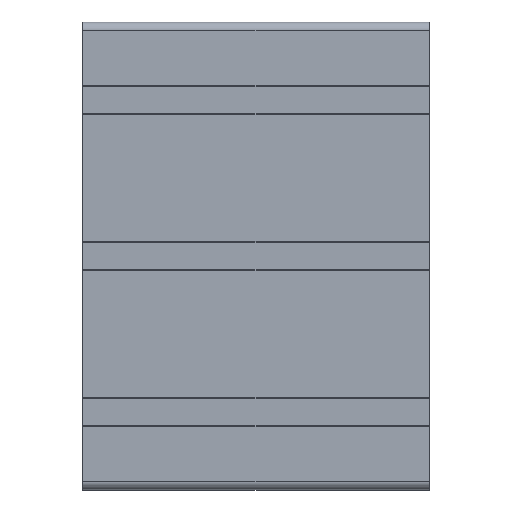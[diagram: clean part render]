
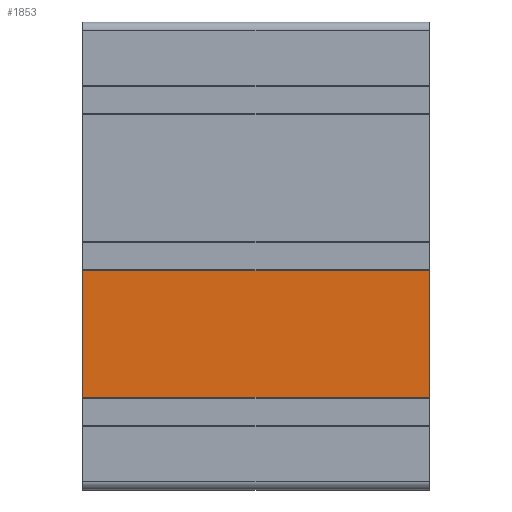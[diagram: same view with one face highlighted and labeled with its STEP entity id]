
A CAD part, top view. The second image highlights one B-rep face of the part: STEP entity #1853.
In plain terms, the highlighted planar face has unit normal (0, 0, 1).
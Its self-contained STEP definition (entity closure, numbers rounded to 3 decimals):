
#213 = ORIENTED_EDGE ( 'NONE', *, *, #499, .F. ) ;
#494 = DIRECTION ( 'NONE',  ( 0., -1., 0. ) ) ;
#499 = EDGE_CURVE ( 'NONE', #887, #4572, #3500, .T. ) ;
#618 = VERTEX_POINT ( 'NONE', #3970 ) ;
#704 = AXIS2_PLACEMENT_3D ( 'NONE', #2955, #1302, #3391 ) ;
#887 = VERTEX_POINT ( 'NONE', #3309 ) ;
#919 = EDGE_CURVE ( 'NONE', #5350, #618, #1532, .T. ) ;
#920 = CARTESIAN_POINT ( 'NONE',  ( 59.184, 50.748, 22.5 ) ) ;
#1021 = CARTESIAN_POINT ( 'NONE',  ( -40.816, 50.748, 22.5 ) ) ;
#1302 = DIRECTION ( 'NONE',  ( 0., 0., -1. ) ) ;
#1532 = LINE ( 'NONE', #2433, #5406 ) ;
#1564 = VECTOR ( 'NONE', #3843, 1000. ) ;
#1853 = ADVANCED_FACE ( 'NONE', ( #4260 ), #2974, .F. ) ;
#2221 = DIRECTION ( 'NONE',  ( -1., 0., 0. ) ) ;
#2287 = LINE ( 'NONE', #4242, #1564 ) ;
#2396 = DIRECTION ( 'NONE',  ( 0., -1., 0. ) ) ;
#2433 = CARTESIAN_POINT ( 'NONE',  ( -40.816, 50.748, 22.5 ) ) ;
#2781 = EDGE_CURVE ( 'NONE', #887, #5350, #3987, .T. ) ;
#2834 = EDGE_LOOP ( 'NONE', ( #3381, #4807, #213, #4876 ) ) ;
#2955 = CARTESIAN_POINT ( 'NONE',  ( 59.184, 50.748, 22.5 ) ) ;
#2974 = PLANE ( 'NONE',  #704 ) ;
#3309 = CARTESIAN_POINT ( 'NONE',  ( 59.184, 50.748, 22.5 ) ) ;
#3381 = ORIENTED_EDGE ( 'NONE', *, *, #919, .T. ) ;
#3391 = DIRECTION ( 'NONE',  ( 0., 1., 0. ) ) ;
#3404 = VECTOR ( 'NONE', #2221, 1000. ) ;
#3500 = LINE ( 'NONE', #5157, #4346 ) ;
#3843 = DIRECTION ( 'NONE',  ( -1., 0., 0. ) ) ;
#3970 = CARTESIAN_POINT ( 'NONE',  ( -40.816, 14.048, 22.5 ) ) ;
#3987 = LINE ( 'NONE', #920, #3404 ) ;
#4242 = CARTESIAN_POINT ( 'NONE',  ( 59.184, 14.048, 22.5 ) ) ;
#4260 = FACE_OUTER_BOUND ( 'NONE', #2834, .T. ) ;
#4346 = VECTOR ( 'NONE', #494, 1000. ) ;
#4572 = VERTEX_POINT ( 'NONE', #4951 ) ;
#4749 = EDGE_CURVE ( 'NONE', #4572, #618, #2287, .T. ) ;
#4807 = ORIENTED_EDGE ( 'NONE', *, *, #4749, .F. ) ;
#4876 = ORIENTED_EDGE ( 'NONE', *, *, #2781, .T. ) ;
#4951 = CARTESIAN_POINT ( 'NONE',  ( 59.184, 14.048, 22.5 ) ) ;
#5157 = CARTESIAN_POINT ( 'NONE',  ( 59.184, 50.748, 22.5 ) ) ;
#5350 = VERTEX_POINT ( 'NONE', #1021 ) ;
#5406 = VECTOR ( 'NONE', #2396, 1000. ) ;
